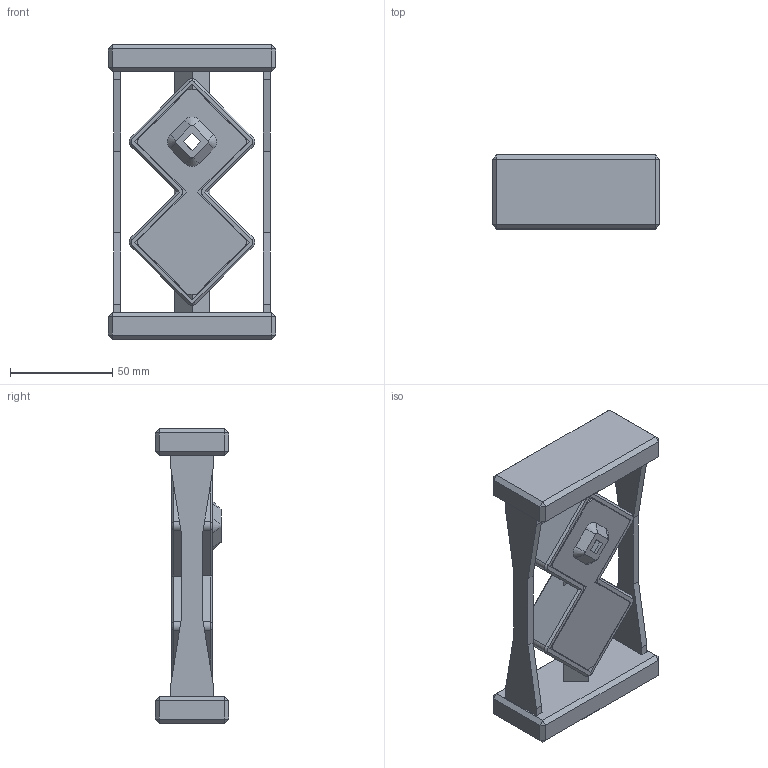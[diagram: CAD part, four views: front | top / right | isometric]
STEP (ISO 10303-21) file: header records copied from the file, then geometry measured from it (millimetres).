
FILE_DESCRIPTION(('FreeCAD Model'),'2;1');
FILE_NAME('Open CASCADE Shape Model','2023-05-18T21:32:28',('OSi'),(''), 'Open CASCADE STEP processor 7.5','FreeCAD','Unknown');
FILE_SCHEMA(('AUTOMOTIVE_DESIGN { 1 0 10303 214 1 1 1 1 }'));
Length unit declared in the file: millimetre
Products named in the file (21): hourglass; body; adapters; adapter; base1; base1 A; Base1 B; base2; base2 B; base2 A1; base2 A2; cap3; lag1; lag; lag2
Assembly tree (20 placements, depth 4):
  hourglass
    body
      body
    adapters
      adapter
        adapter
      adapter
        adapter
    base1
      base1 A
      Base1 B
    base2
      base2 B
      base2 A1
      base2 A2
    cap3
      cap3
    lag1
      lag
    lag2
      lag
Bounding box: 82 x 36 x 144 mm (x, y, z)
Volume: 73650.7 mm3; surface area: 70709.6 mm2
Topology: 11 solids, 11 shells, 383 faces, 1015 edges, 644 vertices
Faces by surface type: plane 318, cylinder 45, cone 20
Full cylindrical faces by diameter (mm): 3.2 x3
Entity records: 25749 total; most frequent: CARTESIAN_POINT 4865, DIRECTION 3816, LINE 2744, VECTOR 2744, ORIENTED_EDGE 2030, PCURVE 2030, DEFINITIONAL_REPRESENTATION 2030, EDGE_CURVE 1015
